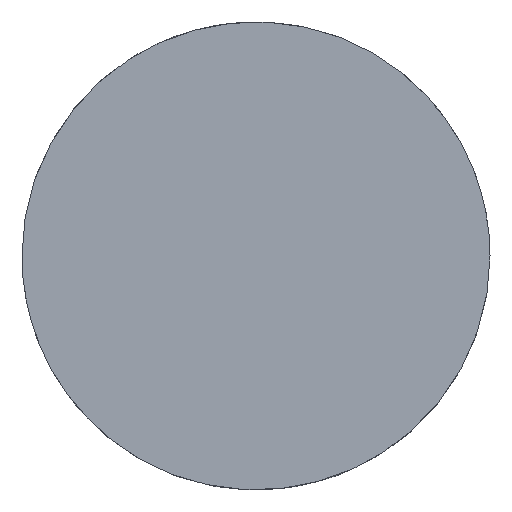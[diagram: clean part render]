
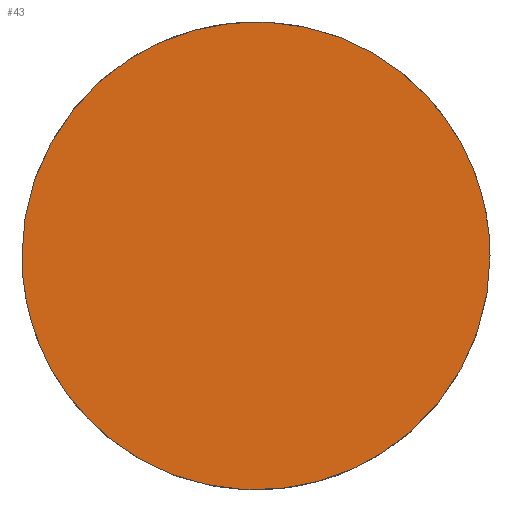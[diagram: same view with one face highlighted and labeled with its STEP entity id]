
A CAD part, top view. The second image highlights one B-rep face of the part: STEP entity #43.
In plain terms, the highlighted planar face has unit normal (0.037, 0, 0.999).
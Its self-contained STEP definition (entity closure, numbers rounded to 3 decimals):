
#1 = DIRECTION ( 'NONE',  ( -0.037, 0., -0.999 ) ) ;
#9 = ORIENTED_EDGE ( 'NONE', *, *, #163, .F. ) ;
#10 = CARTESIAN_POINT ( 'NONE',  ( -12.5, 0., 3.916 ) ) ;
#17 = DIRECTION ( 'NONE',  ( -0.999, 0., 0.037 ) ) ;
#31 = CARTESIAN_POINT ( 'NONE',  ( -12.5, 0., 3.916 ) ) ;
#32 = AXIS2_PLACEMENT_3D ( 'NONE', #127, #1, #17 ) ;
#34 = PLANE ( 'NONE',  #32 ) ;
#42 = VERTEX_POINT ( 'NONE', #50 ) ;
#43 = ADVANCED_FACE ( 'NONE', ( #143 ), #34, .F. ) ;
#50 = CARTESIAN_POINT ( 'NONE',  ( 12.5, 0., 3. ) ) ;
#79 = CARTESIAN_POINT ( 'NONE',  ( 12.5, 25., 3. ) ) ;
#107 = CARTESIAN_POINT ( 'NONE',  ( -12.5, -25., 3.916 ) ) ;
#116 = VERTEX_POINT ( 'NONE', #31 ) ;
#125 = CARTESIAN_POINT ( 'NONE',  ( 12.5, -25., 3. ) ) ;
#127 = CARTESIAN_POINT ( 'NONE',  ( 12.5, -25., 3. ) ) ;
#133 = ORIENTED_EDGE ( 'NONE', *, *, #217, .F. ) ;
#139 = CARTESIAN_POINT ( 'NONE',  ( -12.5, 25., 3.916 ) ) ;
#143 = FACE_OUTER_BOUND ( 'NONE', #158, .T. ) ;
#146 =( BOUNDED_CURVE ( )  B_SPLINE_CURVE ( 3, ( #188, #125, #107, #211 ),
 .UNSPECIFIED., .F., .F. ) 
 B_SPLINE_CURVE_WITH_KNOTS ( ( 4, 4 ),
 ( 0., 3.142 ),
 .UNSPECIFIED. ) 
 CURVE ( )  GEOMETRIC_REPRESENTATION_ITEM ( )  RATIONAL_B_SPLINE_CURVE ( ( 1., 0.333, 0.333, 1. ) ) 
 REPRESENTATION_ITEM ( '' )  );
#156 = CARTESIAN_POINT ( 'NONE',  ( 12.5, 0., 3. ) ) ;
#158 = EDGE_LOOP ( 'NONE', ( #133, #9 ) ) ;
#163 = EDGE_CURVE ( 'NONE', #42, #116, #146, .T. ) ;
#188 = CARTESIAN_POINT ( 'NONE',  ( 12.5, 0., 3. ) ) ;
#211 = CARTESIAN_POINT ( 'NONE',  ( -12.5, 0., 3.916 ) ) ;
#217 = EDGE_CURVE ( 'NONE', #116, #42, #218, .T. ) ;
#218 =( BOUNDED_CURVE ( )  B_SPLINE_CURVE ( 3, ( #10, #139, #79, #156 ),
 .UNSPECIFIED., .F., .F. ) 
 B_SPLINE_CURVE_WITH_KNOTS ( ( 4, 4 ),
 ( 3.142, 6.283 ),
 .UNSPECIFIED. ) 
 CURVE ( )  GEOMETRIC_REPRESENTATION_ITEM ( )  RATIONAL_B_SPLINE_CURVE ( ( 1., 0.333, 0.333, 1. ) ) 
 REPRESENTATION_ITEM ( '' )  );
